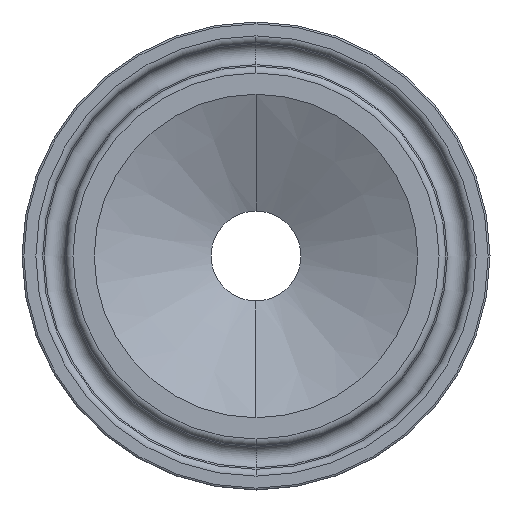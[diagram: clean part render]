
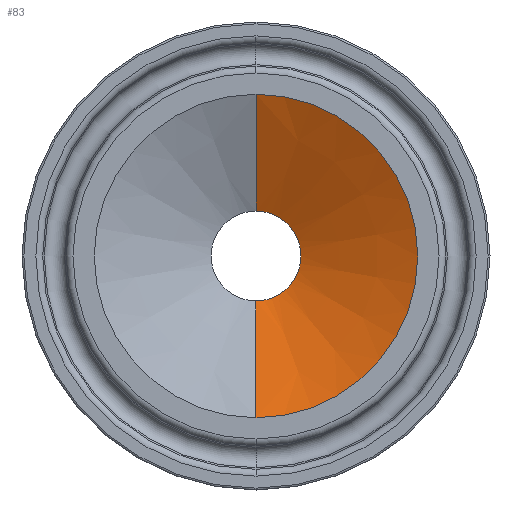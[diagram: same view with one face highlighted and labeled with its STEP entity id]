
A CAD part, left-side view. The second image highlights one B-rep face of the part: STEP entity #83.
In plain terms, the highlighted conical face has half-angle 64.983 degrees and reference radius 17.45 mm.
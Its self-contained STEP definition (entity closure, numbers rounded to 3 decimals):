
#40 = CARTESIAN_POINT ( 'NONE',  ( 5.88, 0., 4.85 ) ) ;
#49 = EDGE_CURVE ( 'NONE', #624, #997, #222, .T. ) ;
#57 = ORIENTED_EDGE ( 'NONE', *, *, #49, .F. ) ;
#63 = LINE ( 'NONE', #1138, #1086 ) ;
#83 = ADVANCED_FACE ( 'NONE', ( #544 ), #545, .F. ) ;
#94 = DIRECTION ( 'NONE',  ( 1., 0., 0. ) ) ;
#97 = CARTESIAN_POINT ( 'NONE',  ( 5.88, 0., -4.85 ) ) ;
#189 = CARTESIAN_POINT ( 'NONE',  ( 0., 0., -17.45 ) ) ;
#193 = CARTESIAN_POINT ( 'NONE',  ( 0., 0., 0. ) ) ;
#202 = CARTESIAN_POINT ( 'NONE',  ( 0., 0., 0. ) ) ;
#211 = DIRECTION ( 'NONE',  ( -0.423, 0., -0.906 ) ) ;
#222 = CIRCLE ( 'NONE', #299, 17.45 ) ;
#293 = EDGE_CURVE ( 'NONE', #496, #1002, #1052, .T. ) ;
#299 = AXIS2_PLACEMENT_3D ( 'NONE', #193, #94, #557 ) ;
#301 = ORIENTED_EDGE ( 'NONE', *, *, #331, .F. ) ;
#330 = DIRECTION ( 'NONE',  ( -0.423, 0., 0.906 ) ) ;
#331 = EDGE_CURVE ( 'NONE', #496, #624, #63, .T. ) ;
#337 = CARTESIAN_POINT ( 'NONE',  ( 5.88, 0., 0. ) ) ;
#356 = VECTOR ( 'NONE', #211, 1000. ) ;
#482 = LINE ( 'NONE', #1016, #356 ) ;
#487 = CARTESIAN_POINT ( 'NONE',  ( 0., 0., 17.45 ) ) ;
#496 = VERTEX_POINT ( 'NONE', #40 ) ;
#503 = EDGE_CURVE ( 'NONE', #1002, #997, #482, .T. ) ;
#544 = FACE_OUTER_BOUND ( 'NONE', #1009, .T. ) ;
#545 = CONICAL_SURFACE ( 'NONE', #1091, 17.45, 1.134 ) ;
#557 = DIRECTION ( 'NONE',  ( 0., 0., -1. ) ) ;
#564 = ORIENTED_EDGE ( 'NONE', *, *, #503, .T. ) ;
#597 = ORIENTED_EDGE ( 'NONE', *, *, #293, .T. ) ;
#624 = VERTEX_POINT ( 'NONE', #487 ) ;
#774 = DIRECTION ( 'NONE',  ( 0., 0., -1. ) ) ;
#824 = DIRECTION ( 'NONE',  ( 0., 0., 1. ) ) ;
#887 = DIRECTION ( 'NONE',  ( 1., 0., 0. ) ) ;
#997 = VERTEX_POINT ( 'NONE', #189 ) ;
#1002 = VERTEX_POINT ( 'NONE', #97 ) ;
#1009 = EDGE_LOOP ( 'NONE', ( #597, #564, #57, #301 ) ) ;
#1016 = CARTESIAN_POINT ( 'NONE',  ( 0., 0., -17.45 ) ) ;
#1052 = CIRCLE ( 'NONE', #1123, 4.85 ) ;
#1086 = VECTOR ( 'NONE', #330, 1000. ) ;
#1091 = AXIS2_PLACEMENT_3D ( 'NONE', #202, #1100, #824 ) ;
#1100 = DIRECTION ( 'NONE',  ( -1., 0., 0. ) ) ;
#1123 = AXIS2_PLACEMENT_3D ( 'NONE', #337, #887, #774 ) ;
#1138 = CARTESIAN_POINT ( 'NONE',  ( 0., 0., 17.45 ) ) ;
